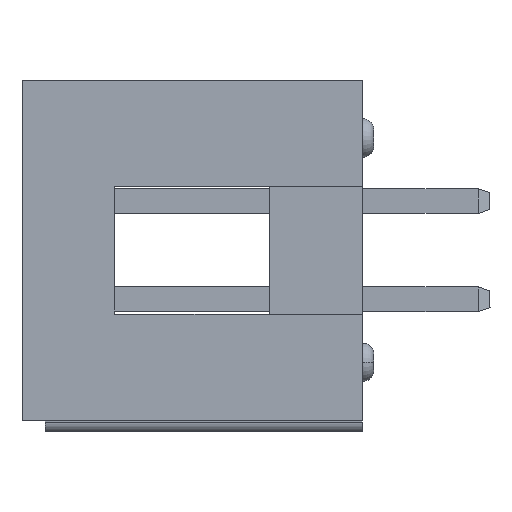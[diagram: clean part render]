
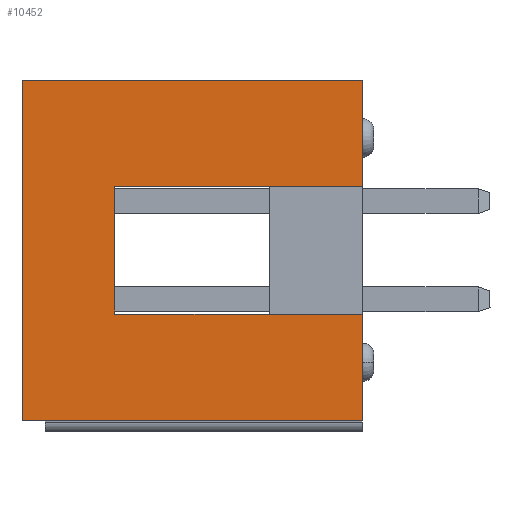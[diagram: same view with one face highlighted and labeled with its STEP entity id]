
A CAD part, left-side view. The second image highlights one B-rep face of the part: STEP entity #10452.
In plain terms, the highlighted planar face has unit normal (-1, 0, 0).
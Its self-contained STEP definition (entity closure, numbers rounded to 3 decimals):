
#1104 = VECTOR ( 'NONE', #7355, 1000. ) ;
#1601 = VERTEX_POINT ( 'NONE', #8413 ) ;
#1760 = FACE_OUTER_BOUND ( 'NONE', #2469, .T. ) ;
#1963 = VECTOR ( 'NONE', #7908, 1000. ) ;
#2276 = CARTESIAN_POINT ( 'NONE',  ( -5.34, -3.24, 3. ) ) ;
#2469 = EDGE_LOOP ( 'NONE', ( #2583, #11956, #9942, #10581, #3012, #14487, #8761, #12367 ) ) ;
#2583 = ORIENTED_EDGE ( 'NONE', *, *, #13934, .T. ) ;
#3012 = ORIENTED_EDGE ( 'NONE', *, *, #14718, .T. ) ;
#3338 = CARTESIAN_POINT ( 'NONE',  ( -5.34, 2.81, 3. ) ) ;
#3346 = LINE ( 'NONE', #7939, #6965 ) ;
#3902 = EDGE_CURVE ( 'NONE', #6333, #1601, #4913, .T. ) ;
#4786 = CARTESIAN_POINT ( 'NONE',  ( -5.34, -5.99, 3. ) ) ;
#4817 = LINE ( 'NONE', #7550, #1104 ) ;
#4886 = CARTESIAN_POINT ( 'NONE',  ( -5.34, 2.82, 11.8 ) ) ;
#4913 = LINE ( 'NONE', #6168, #10976 ) ;
#5162 = CARTESIAN_POINT ( 'NONE',  ( -5.34, -5.99, 11.8 ) ) ;
#5196 = EDGE_CURVE ( 'NONE', #16957, #8361, #6507, .T. ) ;
#5210 = DIRECTION ( 'NONE',  ( 0., -1., 0. ) ) ;
#6168 = CARTESIAN_POINT ( 'NONE',  ( -5.34, 0.06, 3. ) ) ;
#6192 = DIRECTION ( 'NONE',  ( 0., 0., 1. ) ) ;
#6195 = EDGE_CURVE ( 'NONE', #15160, #9061, #12315, .T. ) ;
#6333 = VERTEX_POINT ( 'NONE', #11531 ) ;
#6507 = LINE ( 'NONE', #3338, #8694 ) ;
#6795 = CARTESIAN_POINT ( 'NONE',  ( -5.34, 2.81, 3. ) ) ;
#6965 = VECTOR ( 'NONE', #5210, 1000. ) ;
#7355 = DIRECTION ( 'NONE',  ( 0., 0., -1. ) ) ;
#7550 = CARTESIAN_POINT ( 'NONE',  ( -5.34, -3.24, 3. ) ) ;
#7743 = AXIS2_PLACEMENT_3D ( 'NONE', #16362, #11112, #11860 ) ;
#7818 = EDGE_CURVE ( 'NONE', #6333, #16957, #12641, .T. ) ;
#7908 = DIRECTION ( 'NONE',  ( 0., 0., 1. ) ) ;
#7939 = CARTESIAN_POINT ( 'NONE',  ( -5.34, -5.98, 9.4 ) ) ;
#8305 = VERTEX_POINT ( 'NONE', #9677 ) ;
#8361 = VERTEX_POINT ( 'NONE', #9167 ) ;
#8413 = CARTESIAN_POINT ( 'NONE',  ( -5.34, 0.06, 9.4 ) ) ;
#8658 = DIRECTION ( 'NONE',  ( 0., 0., 1. ) ) ;
#8694 = VECTOR ( 'NONE', #8658, 1000. ) ;
#8761 = ORIENTED_EDGE ( 'NONE', *, *, #6195, .F. ) ;
#9061 = VERTEX_POINT ( 'NONE', #2276 ) ;
#9167 = CARTESIAN_POINT ( 'NONE',  ( -5.34, 2.81, 11.8 ) ) ;
#9677 = CARTESIAN_POINT ( 'NONE',  ( -5.34, -3.24, 9.4 ) ) ;
#9942 = ORIENTED_EDGE ( 'NONE', *, *, #7818, .F. ) ;
#10191 = LINE ( 'NONE', #4886, #12428 ) ;
#10223 = EDGE_CURVE ( 'NONE', #8305, #9061, #4817, .T. ) ;
#10311 = VERTEX_POINT ( 'NONE', #5162 ) ;
#10452 = ADVANCED_FACE ( 'NONE', ( #1760 ), #11329, .T. ) ;
#10465 = DIRECTION ( 'NONE',  ( 0., 1., 0. ) ) ;
#10505 = CARTESIAN_POINT ( 'NONE',  ( -5.34, -1.58, 3. ) ) ;
#10581 = ORIENTED_EDGE ( 'NONE', *, *, #3902, .T. ) ;
#10976 = VECTOR ( 'NONE', #6192, 1000. ) ;
#11112 = DIRECTION ( 'NONE',  ( -1., 0., 0. ) ) ;
#11329 = PLANE ( 'NONE',  #7743 ) ;
#11531 = CARTESIAN_POINT ( 'NONE',  ( -5.34, 0.06, 3. ) ) ;
#11575 = DIRECTION ( 'NONE',  ( 0., 1., 0. ) ) ;
#11860 = DIRECTION ( 'NONE',  ( 0., -1., 0. ) ) ;
#11956 = ORIENTED_EDGE ( 'NONE', *, *, #5196, .F. ) ;
#12315 = LINE ( 'NONE', #10505, #16749 ) ;
#12367 = ORIENTED_EDGE ( 'NONE', *, *, #15907, .T. ) ;
#12428 = VECTOR ( 'NONE', #11575, 1000. ) ;
#12641 = LINE ( 'NONE', #14416, #14174 ) ;
#12736 = LINE ( 'NONE', #14373, #1963 ) ;
#13934 = EDGE_CURVE ( 'NONE', #10311, #8361, #10191, .T. ) ;
#14174 = VECTOR ( 'NONE', #14308, 1000. ) ;
#14308 = DIRECTION ( 'NONE',  ( 0., 1., 0. ) ) ;
#14373 = CARTESIAN_POINT ( 'NONE',  ( -5.34, -5.99, 3. ) ) ;
#14416 = CARTESIAN_POINT ( 'NONE',  ( -5.34, -1.58, 3. ) ) ;
#14487 = ORIENTED_EDGE ( 'NONE', *, *, #10223, .T. ) ;
#14718 = EDGE_CURVE ( 'NONE', #1601, #8305, #3346, .T. ) ;
#15160 = VERTEX_POINT ( 'NONE', #4786 ) ;
#15907 = EDGE_CURVE ( 'NONE', #15160, #10311, #12736, .T. ) ;
#16362 = CARTESIAN_POINT ( 'NONE',  ( -5.34, -5.98, 3. ) ) ;
#16749 = VECTOR ( 'NONE', #10465, 1000. ) ;
#16957 = VERTEX_POINT ( 'NONE', #6795 ) ;
